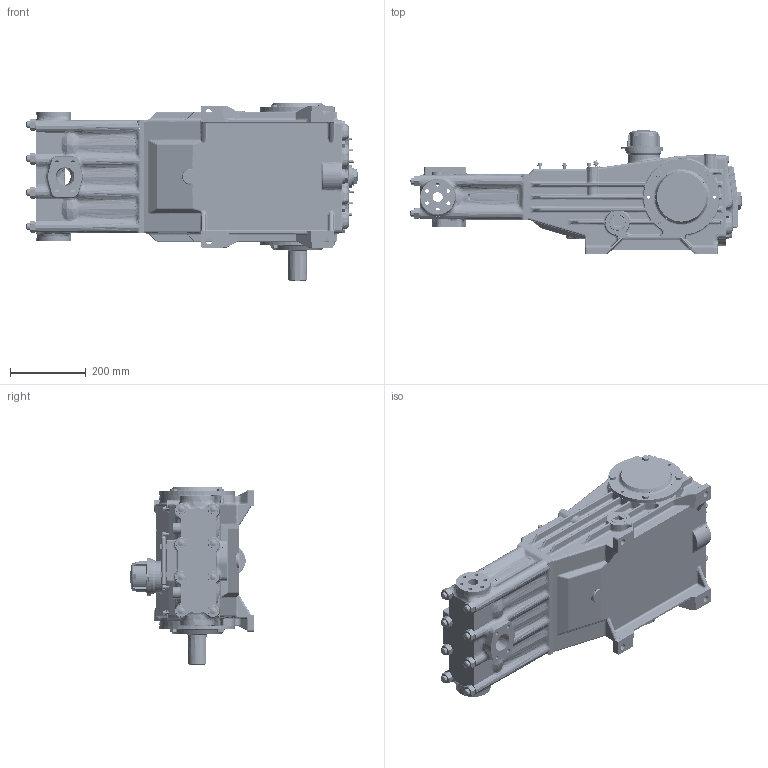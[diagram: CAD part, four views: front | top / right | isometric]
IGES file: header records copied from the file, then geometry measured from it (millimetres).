
Start section: SolidWorks IGES file using analytic representation for surfaces
Global section: file name: RAM50 VHP.IGS; native system: SolidWorks 2016; preprocessor: SolidWorks 2016; author: DMM; date: 160428.132257; units: inch
Bounding box: 877.91 x 327.45 x 468.8 mm (x, y, z)
Surface area: 1745764.8 mm2 (no closed solid volume)
Topology: 0 solids, 0 shells, 2670 faces, 40935 edges, 40866 vertices
Faces by surface type: bspline 1341, revolution 1329
